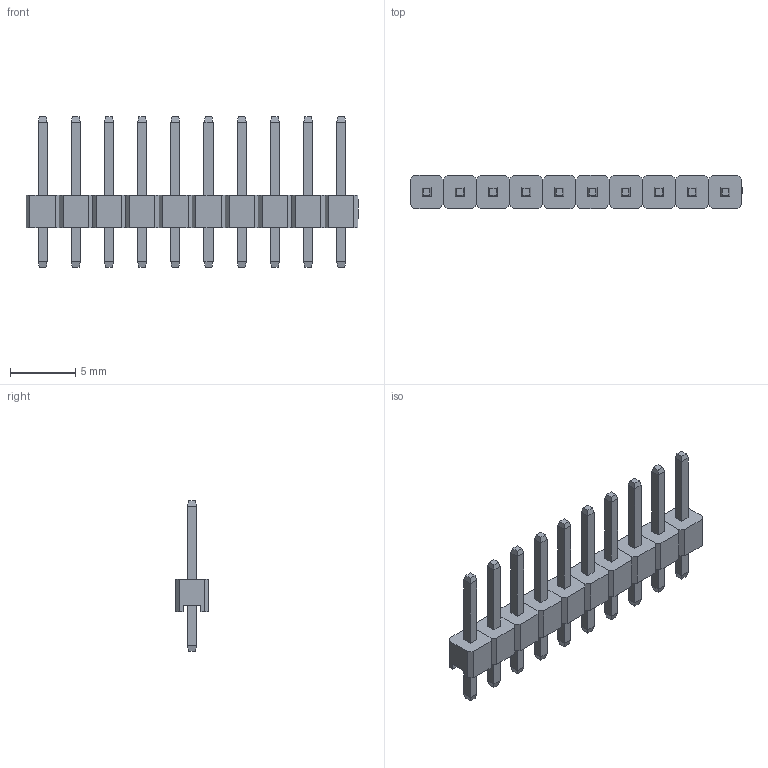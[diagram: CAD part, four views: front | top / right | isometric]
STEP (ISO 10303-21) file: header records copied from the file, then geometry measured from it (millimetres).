
FILE_DESCRIPTION(/* description */ ('Designed by EasyEDA Pro'),/* implementation_level */ '2;1');
FILE_NAME(/* name */ 'PZ_2.54_1X10P_LH.step',/* time_stamp */ '2025-03-26T17:59:43+08:00',/* author */ (''),/* organization */ (''),/* preprocessor_version */ 'ST-DEVELOPER v20.1',/* originating_system */ 'Autodesk Translation Framework v14.4.0.0',/* authorisation */ '');
FILE_SCHEMA (('AUTOMOTIVE_DESIGN { 1 0 10303 214 3 1 1 }'));
Length unit declared in the file: millimetre
Products named in the file (4): OD0l-PCBModel; OD0l-Board; OD0l-H1-HDR-TH_10P-P2.54-V-M; COMPOUND
Assembly tree (3 placements, depth 3):
  OD0l-PCBModel
    OD0l-Board
    OD0l-H1-HDR-TH_10P-P2.54-V-M
      COMPOUND
Bounding box: 25.41 x 2.54 x 11.5 mm (x, y, z)
Volume: 184.4 mm3; surface area: 629.6 mm2
Topology: 10 solids, 10 shells, 1130 faces, 2923 edges, 1922 vertices
Faces by surface type: plane 892, bspline 238
Entity records: 42746 total; most frequent: CARTESIAN_POINT 15266, ORIENTED_EDGE 5846, DIRECTION 4425, EDGE_CURVE 2923, LINE 2447, VECTOR 2447, VERTEX_POINT 1922, EDGE_LOOP 1239
